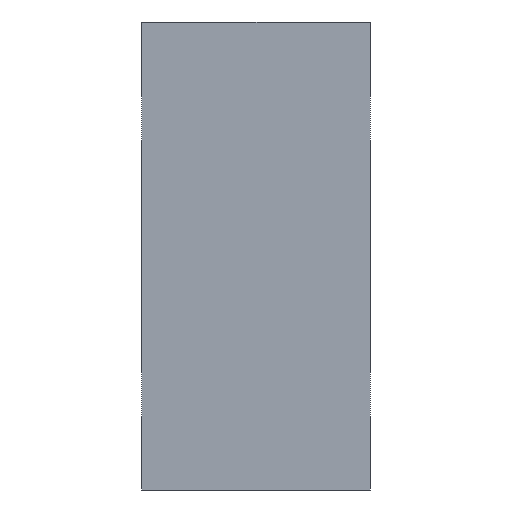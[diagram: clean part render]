
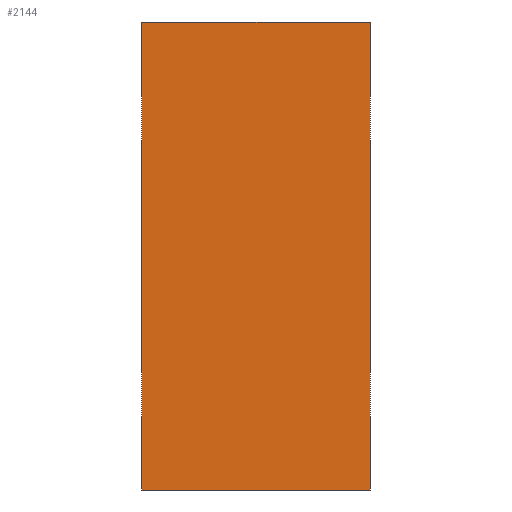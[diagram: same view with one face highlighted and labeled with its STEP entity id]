
A CAD part, front view. The second image highlights one B-rep face of the part: STEP entity #2144.
In plain terms, the highlighted planar face has unit normal (0, -1, 0).
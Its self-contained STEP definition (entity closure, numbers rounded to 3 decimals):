
#2108=AXIS2_PLACEMENT_3D('Plane Axis2P3D',#2105,#2106,#2107) ;
#2105=CARTESIAN_POINT('Axis2P3D Location',(0.,0.,32.)) ;
#2110=CARTESIAN_POINT('Line Origine',(15.6,0.,16.)) ;
#2114=CARTESIAN_POINT('Vertex',(15.6,0.,32.)) ;
#2116=CARTESIAN_POINT('Vertex',(15.6,0.,0.)) ;
#2119=CARTESIAN_POINT('Line Origine',(7.8,0.,32.)) ;
#2123=CARTESIAN_POINT('Vertex',(0.,0.,32.)) ;
#2126=CARTESIAN_POINT('Line Origine',(0.,0.,16.)) ;
#2130=CARTESIAN_POINT('Vertex',(0.,0.,0.)) ;
#2133=CARTESIAN_POINT('Line Origine',(7.8,0.,0.)) ;
#2106=DIRECTION('Axis2P3D Direction',(0.,1.,-0.)) ;
#2107=DIRECTION('Axis2P3D XDirection',(-1.,0.,0.)) ;
#2111=DIRECTION('Vector Direction',(0.,0.,-1.)) ;
#2120=DIRECTION('Vector Direction',(1.,0.,0.)) ;
#2127=DIRECTION('Vector Direction',(0.,0.,-1.)) ;
#2134=DIRECTION('Vector Direction',(1.,0.,0.)) ;
#2112=VECTOR('Line Direction',#2111,1.) ;
#2121=VECTOR('Line Direction',#2120,1.) ;
#2128=VECTOR('Line Direction',#2127,1.) ;
#2135=VECTOR('Line Direction',#2134,1.) ;
#2139=ORIENTED_EDGE('',*,*,#2118,.F.) ;
#2140=ORIENTED_EDGE('',*,*,#2125,.F.) ;
#2141=ORIENTED_EDGE('',*,*,#2132,.T.) ;
#2142=ORIENTED_EDGE('',*,*,#2137,.T.) ;
#2144=ADVANCED_FACE('j80029A0004H50.1\\NAUO2\\Schnitt-Linear austragen9',(#2143),#2109,.F.) ;
#2118=EDGE_CURVE('',#2115,#2117,#2113,.T.) ;
#2125=EDGE_CURVE('',#2124,#2115,#2122,.T.) ;
#2132=EDGE_CURVE('',#2124,#2131,#2129,.T.) ;
#2137=EDGE_CURVE('',#2131,#2117,#2136,.T.) ;
#2138=EDGE_LOOP('',(#2139,#2140,#2141,#2142)) ;
#2143=FACE_OUTER_BOUND('',#2138,.T.) ;
#2113=LINE('Line',#2110,#2112) ;
#2122=LINE('Line',#2119,#2121) ;
#2129=LINE('Line',#2126,#2128) ;
#2136=LINE('Line',#2133,#2135) ;
#2109=PLANE('',#2108) ;
#2115=VERTEX_POINT('',#2114) ;
#2117=VERTEX_POINT('',#2116) ;
#2124=VERTEX_POINT('',#2123) ;
#2131=VERTEX_POINT('',#2130) ;
